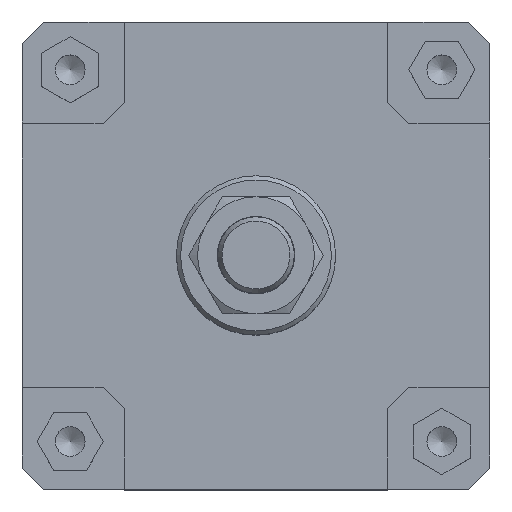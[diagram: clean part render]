
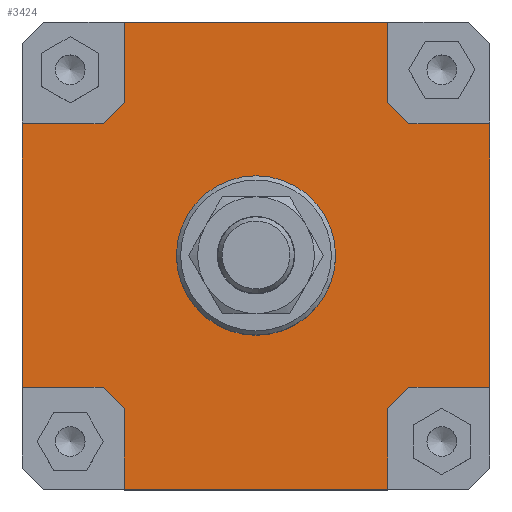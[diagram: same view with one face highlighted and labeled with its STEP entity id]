
A CAD part, top view. The second image highlights one B-rep face of the part: STEP entity #3424.
In plain terms, the highlighted planar face has unit normal (0, 0, 1).
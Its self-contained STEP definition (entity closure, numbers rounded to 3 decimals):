
#229=LINE('',#5088,#615);
#236=LINE('',#5102,#622);
#249=LINE('',#5130,#635);
#250=LINE('',#5133,#636);
#251=LINE('',#5135,#637);
#252=LINE('',#5137,#638);
#253=LINE('',#5139,#639);
#254=LINE('',#5141,#640);
#255=LINE('',#5142,#641);
#256=LINE('',#5144,#642);
#257=LINE('',#5146,#643);
#258=LINE('',#5148,#644);
#259=LINE('',#5150,#645);
#260=LINE('',#5152,#646);
#261=LINE('',#5154,#647);
#262=LINE('',#5156,#648);
#615=VECTOR('',#4140,1000.);
#622=VECTOR('',#4149,1000.);
#635=VECTOR('',#4178,1000.);
#636=VECTOR('',#4179,1000.);
#637=VECTOR('',#4180,1000.);
#638=VECTOR('',#4181,1000.);
#639=VECTOR('',#4182,1000.);
#640=VECTOR('',#4183,1000.);
#641=VECTOR('',#4184,1000.);
#642=VECTOR('',#4185,1000.);
#643=VECTOR('',#4186,1000.);
#644=VECTOR('',#4187,1000.);
#645=VECTOR('',#4188,1000.);
#646=VECTOR('',#4189,1000.);
#647=VECTOR('',#4190,1000.);
#648=VECTOR('',#4191,1000.);
#1105=ORIENTED_EDGE('',*,*,#1982,.T.);
#1106=ORIENTED_EDGE('',*,*,#1983,.T.);
#1107=ORIENTED_EDGE('',*,*,#1984,.F.);
#1108=ORIENTED_EDGE('',*,*,#1985,.T.);
#1109=ORIENTED_EDGE('',*,*,#1986,.F.);
#1110=ORIENTED_EDGE('',*,*,#1987,.T.);
#1111=ORIENTED_EDGE('',*,*,#1988,.F.);
#1112=ORIENTED_EDGE('',*,*,#1969,.T.);
#1113=ORIENTED_EDGE('',*,*,#1962,.F.);
#1114=ORIENTED_EDGE('',*,*,#1989,.T.);
#1115=ORIENTED_EDGE('',*,*,#1990,.F.);
#1116=ORIENTED_EDGE('',*,*,#1991,.T.);
#1117=ORIENTED_EDGE('',*,*,#1992,.F.);
#1118=ORIENTED_EDGE('',*,*,#1993,.T.);
#1119=ORIENTED_EDGE('',*,*,#1994,.F.);
#1120=ORIENTED_EDGE('',*,*,#1995,.T.);
#1121=ORIENTED_EDGE('',*,*,#1996,.F.);
#1962=EDGE_CURVE('',#2399,#2400,#229,.T.);
#1969=EDGE_CURVE('',#2405,#2400,#236,.T.);
#1982=EDGE_CURVE('',#2412,#2412,#2647,.T.);
#1983=EDGE_CURVE('',#2413,#2414,#249,.T.);
#1984=EDGE_CURVE('',#2415,#2414,#250,.T.);
#1985=EDGE_CURVE('',#2415,#2416,#251,.T.);
#1986=EDGE_CURVE('',#2417,#2416,#252,.T.);
#1987=EDGE_CURVE('',#2417,#2418,#253,.T.);
#1988=EDGE_CURVE('',#2405,#2418,#254,.T.);
#1989=EDGE_CURVE('',#2399,#2419,#255,.T.);
#1990=EDGE_CURVE('',#2420,#2419,#256,.T.);
#1991=EDGE_CURVE('',#2420,#2421,#257,.T.);
#1992=EDGE_CURVE('',#2422,#2421,#258,.T.);
#1993=EDGE_CURVE('',#2422,#2423,#259,.T.);
#1994=EDGE_CURVE('',#2424,#2423,#260,.T.);
#1995=EDGE_CURVE('',#2424,#2425,#261,.T.);
#1996=EDGE_CURVE('',#2413,#2425,#262,.T.);
#2399=VERTEX_POINT('',#5087);
#2400=VERTEX_POINT('',#5089);
#2405=VERTEX_POINT('',#5100);
#2412=VERTEX_POINT('',#5129);
#2413=VERTEX_POINT('',#5131);
#2414=VERTEX_POINT('',#5132);
#2415=VERTEX_POINT('',#5134);
#2416=VERTEX_POINT('',#5136);
#2417=VERTEX_POINT('',#5138);
#2418=VERTEX_POINT('',#5140);
#2419=VERTEX_POINT('',#5143);
#2420=VERTEX_POINT('',#5145);
#2421=VERTEX_POINT('',#5147);
#2422=VERTEX_POINT('',#5149);
#2423=VERTEX_POINT('',#5151);
#2424=VERTEX_POINT('',#5153);
#2425=VERTEX_POINT('',#5155);
#2647=CIRCLE('',#3691,37.5);
#2755=EDGE_LOOP('',(#1105));
#2756=EDGE_LOOP('',(#1106,#1107,#1108,#1109,#1110,#1111,#1112,#1113,#1114,
#1115,#1116,#1117,#1118,#1119,#1120,#1121));
#3013=FACE_BOUND('',#2755,.T.);
#3014=FACE_BOUND('',#2756,.T.);
#3259=PLANE('',#3690);
#3424=ADVANCED_FACE('',(#3013,#3014),#3259,.T.);
#3690=AXIS2_PLACEMENT_3D('',#5127,#4174,#4175);
#3691=AXIS2_PLACEMENT_3D('',#5128,#4176,#4177);
#4140=DIRECTION('',(-1.,0.,0.));
#4149=DIRECTION('',(0.,-1.,0.));
#4174=DIRECTION('',(0.,0.,1.));
#4175=DIRECTION('',(1.,0.,0.));
#4176=DIRECTION('',(0.,0.,-1.));
#4177=DIRECTION('',(-1.,0.,0.));
#4178=DIRECTION('',(0.,-1.,0.));
#4179=DIRECTION('',(0.707,0.707,0.));
#4180=DIRECTION('',(-1.,0.,0.));
#4181=DIRECTION('',(0.,1.,0.));
#4182=DIRECTION('',(1.,0.,0.));
#4183=DIRECTION('',(-0.707,0.707,0.));
#4184=DIRECTION('',(0.,1.,0.));
#4185=DIRECTION('',(-0.707,-0.707,0.));
#4186=DIRECTION('',(1.,0.,0.));
#4187=DIRECTION('',(0.,-1.,0.));
#4188=DIRECTION('',(-1.,0.,0.));
#4189=DIRECTION('',(0.707,-0.707,0.));
#4190=DIRECTION('',(0.,1.,0.));
#4191=DIRECTION('',(1.,0.,0.));
#5087=CARTESIAN_POINT('',(62.,-110.,97.5));
#5088=CARTESIAN_POINT('',(62.,-110.,97.5));
#5089=CARTESIAN_POINT('',(-62.,-110.,97.5));
#5100=CARTESIAN_POINT('',(-62.,-72.,97.5));
#5102=CARTESIAN_POINT('',(-62.,-72.,97.5));
#5127=CARTESIAN_POINT('',(0.,0.,97.5));
#5128=CARTESIAN_POINT('',(0.,0.,97.5));
#5129=CARTESIAN_POINT('',(-37.5,0.,97.5));
#5130=CARTESIAN_POINT('',(-62.,110.,97.5));
#5131=CARTESIAN_POINT('',(-62.,110.,97.5));
#5132=CARTESIAN_POINT('',(-62.,72.,97.5));
#5133=CARTESIAN_POINT('',(-72.,62.,97.5));
#5134=CARTESIAN_POINT('',(-72.,62.,97.5));
#5135=CARTESIAN_POINT('',(-72.,62.,97.5));
#5136=CARTESIAN_POINT('',(-110.,62.,97.5));
#5137=CARTESIAN_POINT('',(-110.,-62.,97.5));
#5138=CARTESIAN_POINT('',(-110.,-62.,97.5));
#5139=CARTESIAN_POINT('',(-110.,-62.,97.5));
#5140=CARTESIAN_POINT('',(-72.,-62.,97.5));
#5141=CARTESIAN_POINT('',(-62.,-72.,97.5));
#5142=CARTESIAN_POINT('',(62.,-110.,97.5));
#5143=CARTESIAN_POINT('',(62.,-72.,97.5));
#5144=CARTESIAN_POINT('',(72.,-62.,97.5));
#5145=CARTESIAN_POINT('',(72.,-62.,97.5));
#5146=CARTESIAN_POINT('',(72.,-62.,97.5));
#5147=CARTESIAN_POINT('',(110.,-62.,97.5));
#5148=CARTESIAN_POINT('',(110.,62.,97.5));
#5149=CARTESIAN_POINT('',(110.,62.,97.5));
#5150=CARTESIAN_POINT('',(110.,62.,97.5));
#5151=CARTESIAN_POINT('',(72.,62.,97.5));
#5152=CARTESIAN_POINT('',(62.,72.,97.5));
#5153=CARTESIAN_POINT('',(62.,72.,97.5));
#5154=CARTESIAN_POINT('',(62.,72.,97.5));
#5155=CARTESIAN_POINT('',(62.,110.,97.5));
#5156=CARTESIAN_POINT('',(-62.,110.,97.5));
